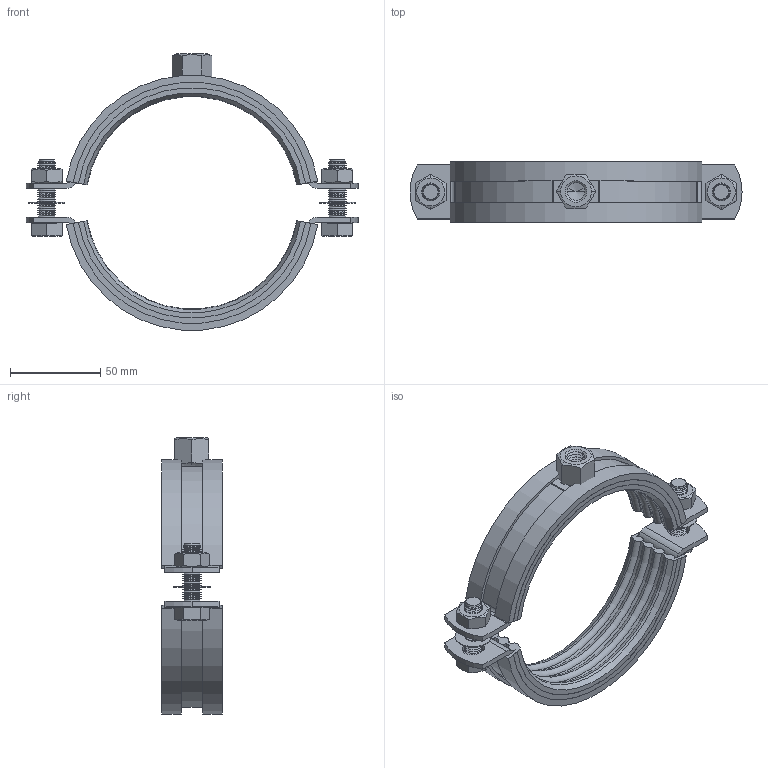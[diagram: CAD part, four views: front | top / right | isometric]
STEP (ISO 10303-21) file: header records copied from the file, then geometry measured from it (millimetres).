
FILE_DESCRIPTION((''),'2;1');
FILE_NAME('40096.stp','2007-07-26T10:23:54',(''),(''),'Mechanical Desktop.R8.0.24.0','Mechanical Desktop.R8.0.24.0',', , ');
FILE_SCHEMA(('CONFIG_CONTROL_DESIGN'));
Length unit declared in the file: millimetre
Products named in the file (22): 40096; SCHELLENGEWINDETEIL MIT PLATEAU2; PART1; SCHELLENTEIL MIT PLATEAU2; ~PART1; DIN 933 M10X35; ~TEIL1; UVS20,5X9X0,5; TEIL1; 20184; 20184$0$AVE_RENDER; 20184$0$AVE_GLOBAL; 20184$0$RM_SDB; HUTMUTTER12; 09-474; ~~TEIL1; STREIFENGELB; GELB$0$AVE_RENDER; GELB$0$AVE_GLOBAL; GELB$0$RM_SDB; RM_SDB; LAYER
Assembly tree (45 placements, depth 3):
  40096
    SCHELLENGEWINDETEIL MIT PLATEAU2
      PART1
    SCHELLENTEIL MIT PLATEAU2
      ~PART1
    DIN 933 M10X35  x2
      ~TEIL1
    UVS20,5X9X0,5  x2
      TEIL1
    20184  x2
      20184$0$AVE_RENDER
      20184$0$AVE_GLOBAL
      20184$0$RM_SDB
    HUTMUTTER12
    09-474  x2
      ~~TEIL1
    STREIFENGELB  x4
      GELB$0$AVE_RENDER
      GELB$0$AVE_GLOBAL
      GELB$0$RM_SDB
    RM_SDB  x4
    LAYER
Bounding box: 184.4 x 33.8 x 153.36 mm (x, y, z)
Volume: 125017.3 mm3; surface area: 102925.2 mm2
Topology: 15 solids, 15 shells, 515 faces, 1184 edges, 700 vertices
Faces by surface type: cone 272, cylinder 110, plane 99, torus 32, bspline 2
Entity records: 9563 total; most frequent: DIRECTION 1790, CARTESIAN_POINT 1643, ORIENTED_EDGE 1470, EDGE_CURVE 735, AXIS2_PLACEMENT_3D 726, VERTEX_POINT 441, CIRCLE 369, VECTOR 338
